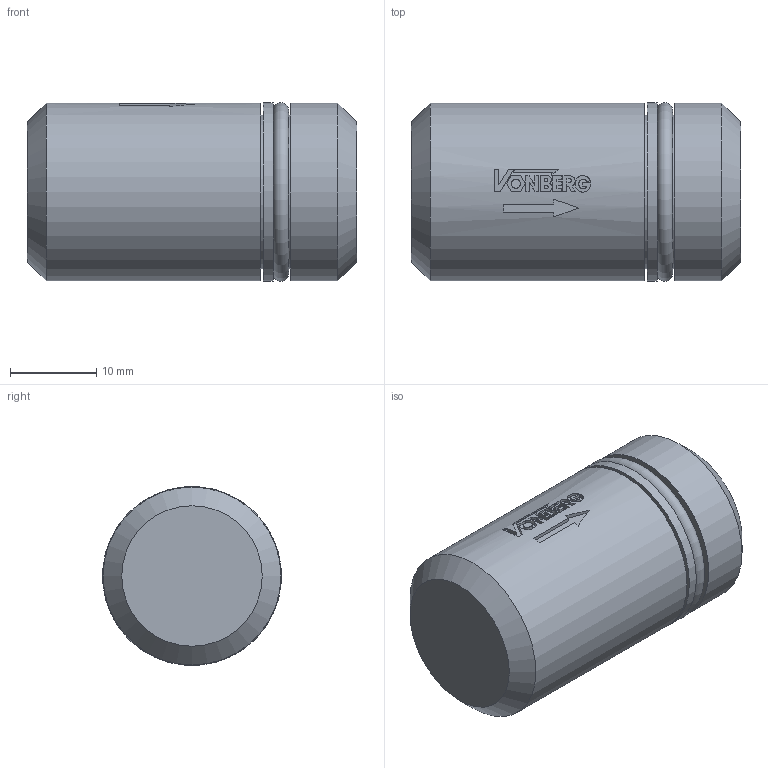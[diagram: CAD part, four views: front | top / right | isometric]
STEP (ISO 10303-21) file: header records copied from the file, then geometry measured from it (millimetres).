
FILE_DESCRIPTION((''),'2;1');
FILE_NAME('14108.stp','2015-01-02T15:55:00',('jml'),(''),'Autodesk Inventor 2010','Autodesk Inventor 2010','');
FILE_SCHEMA(('AUTOMOTIVE_DESIGN { 1 0 10303 214 1 1 1 1 }'));
Length unit declared in the file: inch
Products named in the file (4): 14108; 220583; 017 O-RING; 017 BACKUP
Assembly tree (3 placements, depth 2):
  14108
    220583
    017 O-RING
    017 BACKUP
Bounding box: 38.1 x 20.65 x 20.65 mm (x, y, z)
Volume: 12338.2 mm3; surface area: 3758.2 mm2
Topology: 3 solids, 3 shells, 112 faces, 279 edges, 186 vertices
Faces by surface type: plane 85, cylinder 24, cone 2, torus 1
Full cylindrical faces by diameter (mm): 1.044 x1, 17.78 x1, 18.085 x1, 20.599 x2, 20.625 x1
Entity records: 3630 total; most frequent: CARTESIAN_POINT 793, DIRECTION 557, ORIENTED_EDGE 540, EDGE_CURVE 270, VECTOR 187, LINE 187, AXIS2_PLACEMENT_3D 185, VERTEX_POINT 185
